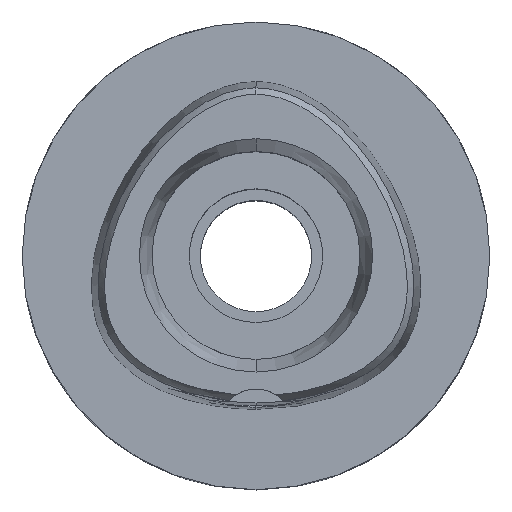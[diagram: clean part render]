
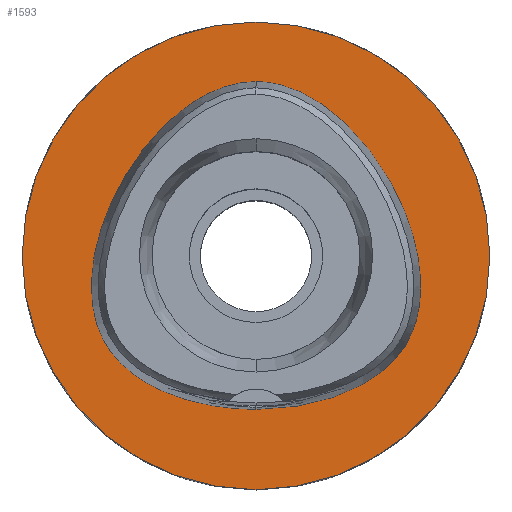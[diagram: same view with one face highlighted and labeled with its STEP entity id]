
A CAD part, top view. The second image highlights one B-rep face of the part: STEP entity #1593.
In plain terms, the highlighted planar face has unit normal (0, 0, 1).
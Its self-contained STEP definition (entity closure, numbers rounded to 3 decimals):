
#209 = CARTESIAN_POINT ( 'NONE',  ( -19.649, -12.825, 0. ) ) ;
#451 = EDGE_CURVE ( 'NONE', #4992, #3914, #4075, .T. ) ;
#476 = CARTESIAN_POINT ( 'NONE',  ( -10.746, 19.174, 0. ) ) ;
#501 = PLANE ( 'NONE',  #3734 ) ;
#607 = CARTESIAN_POINT ( 'NONE',  ( 20.932, -10.604, 0. ) ) ;
#647 = CARTESIAN_POINT ( 'NONE',  ( -14.673, -17.214, 0. ) ) ;
#694 = DIRECTION ( 'NONE',  ( 0., 1., 0. ) ) ;
#829 = CARTESIAN_POINT ( 'NONE',  ( -14.408, 15.641, 0. ) ) ;
#851 = FACE_BOUND ( 'NONE', #2187, .T. ) ;
#903 = CARTESIAN_POINT ( 'NONE',  ( -2.565, 23.293, 0. ) ) ;
#1007 = CARTESIAN_POINT ( 'NONE',  ( -18.568, -14.169, 0. ) ) ;
#1053 = CARTESIAN_POINT ( 'NONE',  ( 16.959, -15.678, 0. ) ) ;
#1078 = CARTESIAN_POINT ( 'NONE',  ( 22.245, -4.1, 0. ) ) ;
#1136 = CARTESIAN_POINT ( 'NONE',  ( 2.565, 23.293, 0. ) ) ;
#1314 = CARTESIAN_POINT ( 'NONE',  ( 0., 0., 0. ) ) ;
#1432 = CARTESIAN_POINT ( 'NONE',  ( 10.746, 19.174, 0. ) ) ;
#1524 = CARTESIAN_POINT ( 'NONE',  ( 19.649, -12.825, 0. ) ) ;
#1593 = ADVANCED_FACE ( 'NONE', ( #2651, #851 ), #501, .F. ) ;
#1645 = AXIS2_PLACEMENT_3D ( 'NONE', #5362, #2779, #694 ) ;
#1738 = DIRECTION ( 'NONE',  ( 0., -1., 0. ) ) ;
#1923 = CARTESIAN_POINT ( 'NONE',  ( 20.749, 4.657, 0. ) ) ;
#1950 = CARTESIAN_POINT ( 'NONE',  ( 21.555, -8.996, 0. ) ) ;
#2007 = CARTESIAN_POINT ( 'NONE',  ( 6.341, -20.298, 0. ) ) ;
#2139 = EDGE_LOOP ( 'NONE', ( #2437, #3948 ) ) ;
#2187 = EDGE_LOOP ( 'NONE', ( #2816, #3976 ) ) ;
#2229 = CARTESIAN_POINT ( 'NONE',  ( 0., 0., 0. ) ) ;
#2255 = CARTESIAN_POINT ( 'NONE',  ( -2.114, -20.675, 0. ) ) ;
#2356 = EDGE_CURVE ( 'NONE', #4582, #4495, #5554, .T. ) ;
#2362 = CARTESIAN_POINT ( 'NONE',  ( 0., -20.675, 0. ) ) ;
#2437 = ORIENTED_EDGE ( 'NONE', *, *, #451, .F. ) ;
#2541 = CARTESIAN_POINT ( 'NONE',  ( -18.068, 10.432, 0. ) ) ;
#2557 = EDGE_CURVE ( 'NONE', #3914, #4992, #4542, .T. ) ;
#2610 = CARTESIAN_POINT ( 'NONE',  ( 0., 23.475, 0. ) ) ;
#2626 = CARTESIAN_POINT ( 'NONE',  ( -5.098, 22.526, 0. ) ) ;
#2651 = FACE_OUTER_BOUND ( 'NONE', #2139, .T. ) ;
#2749 = CARTESIAN_POINT ( 'NONE',  ( 14.408, 15.641, 0. ) ) ;
#2779 = DIRECTION ( 'NONE',  ( 0., 0., -1. ) ) ;
#2782 = CARTESIAN_POINT ( 'NONE',  ( 5.098, 22.526, 0. ) ) ;
#2795 = CARTESIAN_POINT ( 'NONE',  ( -16.959, -15.678, 0. ) ) ;
#2808 = CARTESIAN_POINT ( 'NONE',  ( 18.068, 10.432, 0. ) ) ;
#2816 = ORIENTED_EDGE ( 'NONE', *, *, #2356, .F. ) ;
#2840 = CARTESIAN_POINT ( 'NONE',  ( 18.568, -14.169, 0. ) ) ;
#2875 = CARTESIAN_POINT ( 'NONE',  ( 0., -20.675, 0. ) ) ;
#3248 = CARTESIAN_POINT ( 'NONE',  ( 11.233, -18.893, 0. ) ) ;
#3271 = CARTESIAN_POINT ( 'NONE',  ( 20.35, -11.749, 0. ) ) ;
#3336 = CARTESIAN_POINT ( 'NONE',  ( 0., 31.5, 0. ) ) ;
#3402 = DIRECTION ( 'NONE',  ( 0., 0., -1. ) ) ;
#3485 = DIRECTION ( 'NONE',  ( 0., 0., -1. ) ) ;
#3487 = CARTESIAN_POINT ( 'NONE',  ( -0.855, 23.475, 0. ) ) ;
#3578 = CARTESIAN_POINT ( 'NONE',  ( 0., -20.675, 0. ) ) ;
#3618 = CARTESIAN_POINT ( 'NONE',  ( -21.555, -8.996, 0. ) ) ;
#3734 = AXIS2_PLACEMENT_3D ( 'NONE', #2229, #3485, #1738 ) ;
#3744 = AXIS2_PLACEMENT_3D ( 'NONE', #1314, #3402, #4774 ) ;
#3856 = CARTESIAN_POINT ( 'NONE',  ( 0., 23.475, 0. ) ) ;
#3914 = VERTEX_POINT ( 'NONE', #4363 ) ;
#3948 = ORIENTED_EDGE ( 'NONE', *, *, #2557, .F. ) ;
#3976 = ORIENTED_EDGE ( 'NONE', *, *, #4669, .F. ) ;
#4075 = CIRCLE ( 'NONE', #1645, 31.5 ) ;
#4088 = CARTESIAN_POINT ( 'NONE',  ( -22.057, -6.848, 0. ) ) ;
#4271 = CARTESIAN_POINT ( 'NONE',  ( -20.749, 4.657, 0. ) ) ;
#4355 = CARTESIAN_POINT ( 'NONE',  ( -7.571, 21.315, 0. ) ) ;
#4363 = CARTESIAN_POINT ( 'NONE',  ( 0., -31.5, 0. ) ) ;
#4431 = CARTESIAN_POINT ( 'NONE',  ( -20.35, -11.749, 0. ) ) ;
#4441 = B_SPLINE_CURVE_WITH_KNOTS ( 'NONE', 3,
 ( #2875, #5365, #2007, #3248, #4979, #1053, #2840, #1524, #3271, #607, #1950, #4505, #1078, #4479, #1923, #2808, #2749, #1432, #4557, #2782, #1136, #4587, #4527 ),
 .UNSPECIFIED., .F., .F.,
 ( 4, 1, 1, 1, 1, 1, 1, 1, 1, 1, 1, 1, 1, 1, 1, 1, 1, 1, 1, 1, 4 ),
 ( 0., 0.083, 0.167, 0.208, 0.25, 0.292, 0.312, 0.333, 0.354, 0.375, 0.417, 0.458, 0.5, 0.583, 0.667, 0.75, 0.833, 0.875, 0.917, 0.958, 1. ),
 .UNSPECIFIED. ) ;
#4479 = CARTESIAN_POINT ( 'NONE',  ( 21.978, -0.281, 0. ) ) ;
#4495 = VERTEX_POINT ( 'NONE', #3578 ) ;
#4505 = CARTESIAN_POINT ( 'NONE',  ( 22.057, -6.848, 0. ) ) ;
#4515 = CARTESIAN_POINT ( 'NONE',  ( -21.978, -0.281, 0. ) ) ;
#4527 = CARTESIAN_POINT ( 'NONE',  ( 0., 23.475, 0. ) ) ;
#4542 = CIRCLE ( 'NONE', #3744, 31.5 ) ;
#4557 = CARTESIAN_POINT ( 'NONE',  ( 7.571, 21.315, 0. ) ) ;
#4582 = VERTEX_POINT ( 'NONE', #2610 ) ;
#4587 = CARTESIAN_POINT ( 'NONE',  ( 0.855, 23.475, 0. ) ) ;
#4669 = EDGE_CURVE ( 'NONE', #4495, #4582, #4441, .T. ) ;
#4774 = DIRECTION ( 'NONE',  ( 0., -1., 0. ) ) ;
#4829 = CARTESIAN_POINT ( 'NONE',  ( -22.245, -4.1, 0. ) ) ;
#4882 = CARTESIAN_POINT ( 'NONE',  ( -20.932, -10.604, 0. ) ) ;
#4979 = CARTESIAN_POINT ( 'NONE',  ( 14.673, -17.214, 0. ) ) ;
#4992 = VERTEX_POINT ( 'NONE', #3336 ) ;
#5238 = CARTESIAN_POINT ( 'NONE',  ( -11.233, -18.893, 0. ) ) ;
#5323 = CARTESIAN_POINT ( 'NONE',  ( -6.341, -20.298, 0. ) ) ;
#5362 = CARTESIAN_POINT ( 'NONE',  ( 0., 0., 0. ) ) ;
#5365 = CARTESIAN_POINT ( 'NONE',  ( 2.114, -20.675, 0. ) ) ;
#5554 = B_SPLINE_CURVE_WITH_KNOTS ( 'NONE', 3,
 ( #3856, #3487, #903, #2626, #4355, #476, #829, #2541, #4271, #4515, #4829, #4088, #3618, #4882, #4431, #209, #1007, #2795, #647, #5238, #5323, #2255, #2362 ),
 .UNSPECIFIED., .F., .F.,
 ( 4, 1, 1, 1, 1, 1, 1, 1, 1, 1, 1, 1, 1, 1, 1, 1, 1, 1, 1, 1, 4 ),
 ( 0., 0.042, 0.083, 0.125, 0.167, 0.25, 0.333, 0.417, 0.5, 0.542, 0.583, 0.625, 0.646, 0.667, 0.688, 0.708, 0.75, 0.792, 0.833, 0.917, 1. ),
 .UNSPECIFIED. ) ;
